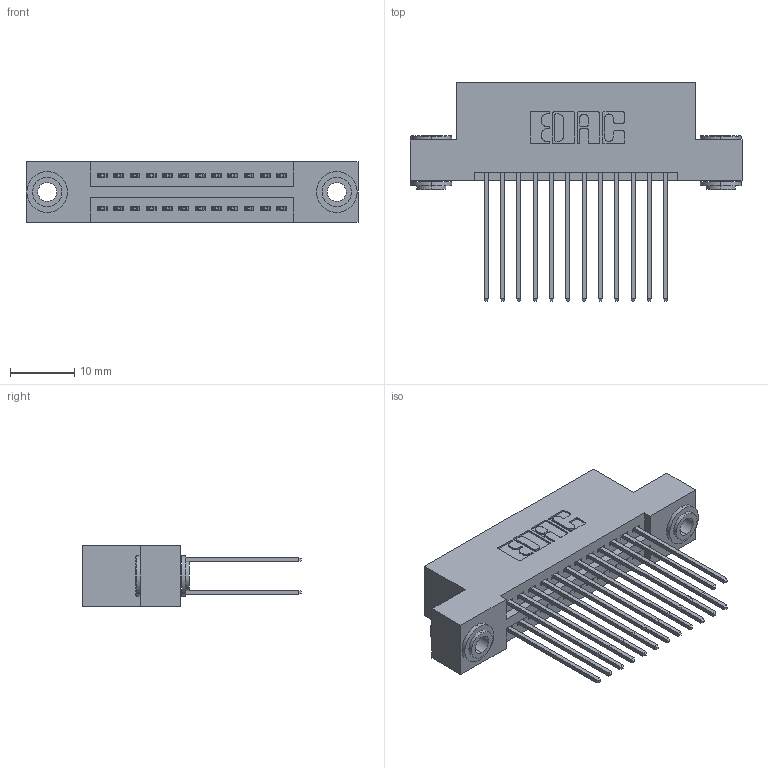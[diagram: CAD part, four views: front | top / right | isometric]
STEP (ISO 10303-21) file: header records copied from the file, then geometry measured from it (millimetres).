
FILE_DESCRIPTION (( 'STEP AP203' ), '1' );
FILE_NAME ('345-024-541-203.STEP', '2019-10-27T17:01:52', ( '' ), ( '' ), 'SwSTEP 2.0', 'SolidWorks 2016', '' );
FILE_SCHEMA (( 'CONFIG_CONTROL_DESIGN' ));
Length unit declared in the file: inch
Products named in the file (4): 345-024-541-203; 345 Part_Flush Mounting Lugs - 0.156 Dia-TH; 345-292-001_345-293-141; 345-250-002_345-250-002-102
Assembly tree (27 placements, depth 2):
  345-024-541-203
    345 Part_Flush Mounting Lugs - 0.156 Dia-TH
    345-292-001_345-293-141  x24
    345-250-002_345-250-002-102  x2
Bounding box: 51.69 x 33.96 x 9.4 mm (x, y, z)
Volume: 4899.7 mm3; surface area: 7513.8 mm2
Topology: 27 solids, 27 shells, 1364 faces, 3993 edges, 2626 vertices
Faces by surface type: plane 882, cylinder 474, cone 8
Entity records: 14122 total; most frequent: CARTESIAN_POINT 2371, ORIENTED_EDGE 2298, DIRECTION 2159, EDGE_CURVE 1149, VECTOR 945, LINE 945, VERTEX_POINT 762, AXIS2_PLACEMENT_3D 607
